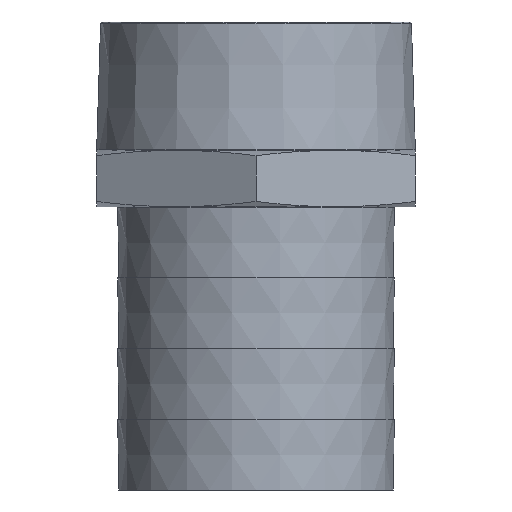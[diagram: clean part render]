
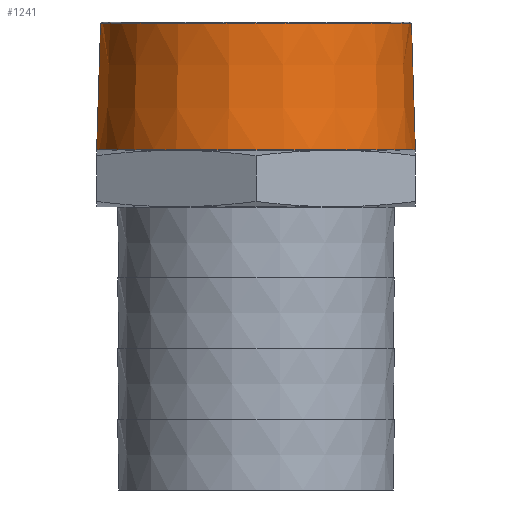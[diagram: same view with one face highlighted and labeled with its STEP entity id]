
A CAD part, front view. The second image highlights one B-rep face of the part: STEP entity #1241.
In plain terms, the highlighted conical face has half-angle 1.78 degrees and reference radius 35.664 mm.
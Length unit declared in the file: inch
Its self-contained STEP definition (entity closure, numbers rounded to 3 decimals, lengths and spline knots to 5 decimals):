
#1 = DIRECTION ( 'NONE',  ( 1., 0., 0. ) ) ;
#13 = CARTESIAN_POINT ( 'NONE',  ( 1.44, 0., 3.075 ) ) ;
#116 = VERTEX_POINT ( 'NONE', #13 ) ;
#164 = CARTESIAN_POINT ( 'NONE',  ( 1.40442, 0., 4.22 ) ) ;
#231 = CARTESIAN_POINT ( 'NONE',  ( -1.44, 0., 3.075 ) ) ;
#235 = VECTOR ( 'NONE', #665, 39.37008 ) ;
#247 = CARTESIAN_POINT ( 'NONE',  ( 1.40411, 0., 4.23 ) ) ;
#287 = AXIS2_PLACEMENT_3D ( 'NONE', #1028, #1036, #298 ) ;
#298 = DIRECTION ( 'NONE',  ( 1., 0., 0. ) ) ;
#310 = VERTEX_POINT ( 'NONE', #231 ) ;
#349 = LINE ( 'NONE', #247, #235 ) ;
#356 = ORIENTED_EDGE ( 'NONE', *, *, #1384, .T. ) ;
#408 = LINE ( 'NONE', #613, #954 ) ;
#457 = CARTESIAN_POINT ( 'NONE',  ( 0., 0., 4.22 ) ) ;
#498 = CIRCLE ( 'NONE', #1094, 1.40442 ) ;
#570 = VERTEX_POINT ( 'NONE', #1049 ) ;
#600 = ORIENTED_EDGE ( 'NONE', *, *, #750, .F. ) ;
#610 = CIRCLE ( 'NONE', #287, 1.44 ) ;
#613 = CARTESIAN_POINT ( 'NONE',  ( -1.40411, 0., 4.23 ) ) ;
#661 = EDGE_LOOP ( 'NONE', ( #600, #852, #675, #356 ) ) ;
#665 = DIRECTION ( 'NONE',  ( 0.031, 0., -1. ) ) ;
#675 = ORIENTED_EDGE ( 'NONE', *, *, #1088, .T. ) ;
#678 = AXIS2_PLACEMENT_3D ( 'NONE', #890, #1334, #1022 ) ;
#732 = EDGE_CURVE ( 'NONE', #788, #570, #498, .T. ) ;
#750 = EDGE_CURVE ( 'NONE', #788, #116, #349, .T. ) ;
#774 = DIRECTION ( 'NONE',  ( 0., 0., -1. ) ) ;
#788 = VERTEX_POINT ( 'NONE', #164 ) ;
#852 = ORIENTED_EDGE ( 'NONE', *, *, #732, .T. ) ;
#890 = CARTESIAN_POINT ( 'NONE',  ( 0., 0., 4.23 ) ) ;
#905 = FACE_OUTER_BOUND ( 'NONE', #661, .T. ) ;
#954 = VECTOR ( 'NONE', #1060, 39.37008 ) ;
#1022 = DIRECTION ( 'NONE',  ( -1., 0., 0. ) ) ;
#1028 = CARTESIAN_POINT ( 'NONE',  ( 0., 0., 3.075 ) ) ;
#1036 = DIRECTION ( 'NONE',  ( 0., 0., 1. ) ) ;
#1049 = CARTESIAN_POINT ( 'NONE',  ( -1.40442, 0., 4.22 ) ) ;
#1060 = DIRECTION ( 'NONE',  ( -0.031, 0., -1. ) ) ;
#1088 = EDGE_CURVE ( 'NONE', #570, #310, #408, .T. ) ;
#1094 = AXIS2_PLACEMENT_3D ( 'NONE', #457, #774, #1 ) ;
#1102 = CONICAL_SURFACE ( 'NONE', #678, 1.40411, 0.031 ) ;
#1241 = ADVANCED_FACE ( 'NONE', ( #905 ), #1102, .T. ) ;
#1334 = DIRECTION ( 'NONE',  ( 0., 0., -1. ) ) ;
#1384 = EDGE_CURVE ( 'NONE', #310, #116, #610, .T. ) ;
